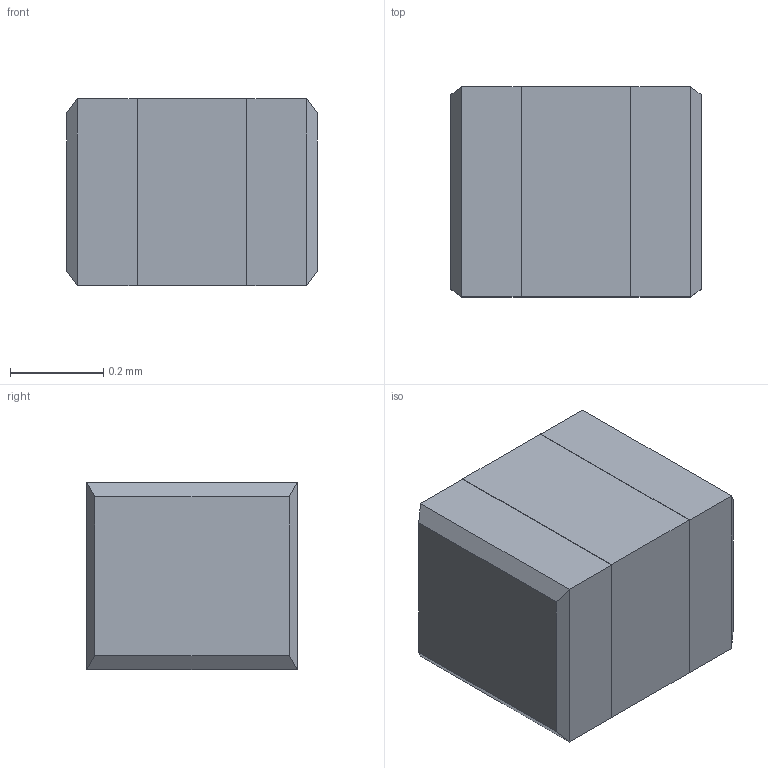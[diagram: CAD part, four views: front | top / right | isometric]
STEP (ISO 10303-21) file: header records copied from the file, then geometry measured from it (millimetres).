
FILE_DESCRIPTION (( 'STEP AP214' ), '1' );
FILE_NAME ( 'INDC0604X45N.step', '2020-2-16T15:12:18', ( '' ), ( '' ), 'EDABuilder', 'EMA Design Automation', '' );
FILE_SCHEMA (( 'AUTOMOTIVE_DESIGN' ));
Length unit declared in the file: millimetre
Products named in the file (1): face1_BC
Bounding box: 0.54 x 0.45 x 0.4 mm (x, y, z)
Volume: 0.1 mm3; surface area: 2 mm2
Topology: 3 solids, 3 shells, 26 faces, 52 edges, 32 vertices
Faces by surface type: plane 26
Entity records: 746 total; most frequent: CARTESIAN_POINT 114, DIRECTION 112, ORIENTED_EDGE 104, LINE 52, VECTOR 52, EDGE_CURVE 52, VERTEX_POINT 32, AXIS2_PLACEMENT_3D 30
